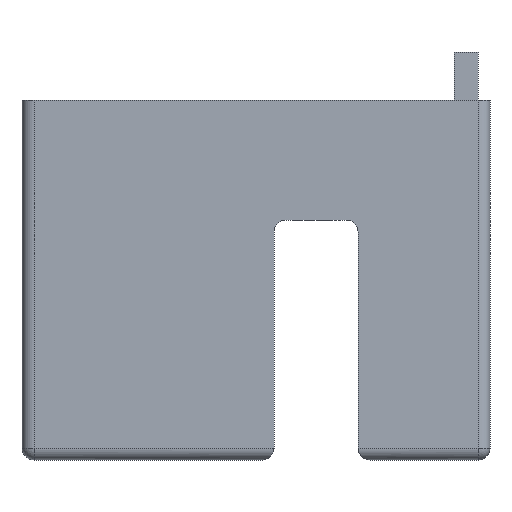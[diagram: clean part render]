
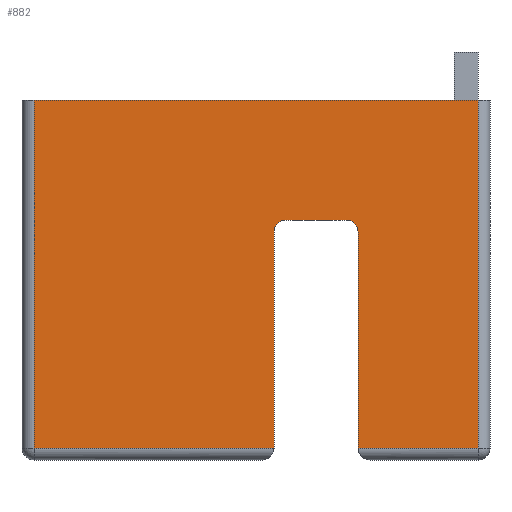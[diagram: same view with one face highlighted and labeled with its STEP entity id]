
A CAD part, front view. The second image highlights one B-rep face of the part: STEP entity #882.
In plain terms, the highlighted planar face has unit normal (0, -1, 0).
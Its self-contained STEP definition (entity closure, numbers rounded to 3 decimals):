
#34=DIRECTION('',(1.,0.,0.));
#35=VECTOR('',#34,5.);
#36=CARTESIAN_POINT('',(14.,0.,-14.5));
#37=LINE('',#36,#35);
#42=DIRECTION('',(0.,0.,1.));
#43=VECTOR('',#42,9.);
#44=CARTESIAN_POINT('',(14.,0.,-14.5));
#45=LINE('',#44,#43);
#49=DIRECTION('',(-1.,0.,0.));
#50=VECTOR('',#49,2.5);
#51=CARTESIAN_POINT('',(13.5,0.,-5.));
#52=LINE('',#51,#50);
#56=DIRECTION('',(0.,0.,-1.));
#57=VECTOR('',#56,9.);
#58=CARTESIAN_POINT('',(10.5,0.,-5.5));
#59=LINE('',#58,#57);
#63=DIRECTION('',(1.,0.,0.));
#64=VECTOR('',#63,10.);
#65=CARTESIAN_POINT('',(0.5,0.,-14.5));
#66=LINE('',#65,#64);
#70=DIRECTION('',(0.,0.,-1.));
#71=VECTOR('',#70,14.5);
#72=CARTESIAN_POINT('',(0.5,0.,0.));
#73=LINE('',#72,#71);
#77=DIRECTION('',(1.,0.,0.));
#78=VECTOR('',#77,18.5);
#79=CARTESIAN_POINT('',(0.5,0.,0.));
#80=LINE('',#79,#78);
#84=DIRECTION('',(0.,0.,1.));
#85=VECTOR('',#84,14.5);
#86=CARTESIAN_POINT('',(19.,0.,-14.5));
#87=LINE('',#86,#85);
#295=CARTESIAN_POINT('',(13.5,0.,-5.5));
#296=DIRECTION('',(0.,1.,0.));
#297=DIRECTION('',(0.,0.,1.));
#298=AXIS2_PLACEMENT_3D('',#295,#296,#297);
#373=CARTESIAN_POINT('',(11.,0.,-5.5));
#374=DIRECTION('',(0.,1.,0.));
#375=DIRECTION('',(-1.,0.,0.));
#376=AXIS2_PLACEMENT_3D('',#373,#374,#375);
#743=CARTESIAN_POINT('',(10.5,0.,-5.5));
#745=VERTEX_POINT('',#743);
#747=CARTESIAN_POINT('',(11.,0.,-5.));
#749=VERTEX_POINT('',#747);
#751=CARTESIAN_POINT('',(13.5,0.,-5.));
#753=VERTEX_POINT('',#751);
#755=CARTESIAN_POINT('',(14.,0.,-5.5));
#757=VERTEX_POINT('',#755);
#779=CARTESIAN_POINT('',(14.,0.,-14.5));
#780=CARTESIAN_POINT('',(19.,0.,-14.5));
#781=VERTEX_POINT('',#779);
#782=VERTEX_POINT('',#780);
#789=CARTESIAN_POINT('',(10.5,0.,-14.5));
#790=VERTEX_POINT('',#789);
#793=CARTESIAN_POINT('',(0.5,0.,-14.5));
#794=VERTEX_POINT('',#793);
#801=CARTESIAN_POINT('',(19.,0.,0.));
#802=VERTEX_POINT('',#801);
#811=CARTESIAN_POINT('',(0.5,0.,0.));
#812=VERTEX_POINT('',#811);
#855=CARTESIAN_POINT('',(0.,0.,0.));
#856=DIRECTION('',(0.,1.,0.));
#857=DIRECTION('',(1.,0.,0.));
#858=AXIS2_PLACEMENT_3D('',#855,#856,#857);
#859=PLANE('',#858);
#861=ORIENTED_EDGE('',*,*,#860,.F.);
#863=ORIENTED_EDGE('',*,*,#862,.T.);
#865=ORIENTED_EDGE('',*,*,#864,.F.);
#867=ORIENTED_EDGE('',*,*,#866,.T.);
#869=ORIENTED_EDGE('',*,*,#868,.F.);
#871=ORIENTED_EDGE('',*,*,#870,.T.);
#873=ORIENTED_EDGE('',*,*,#872,.F.);
#875=ORIENTED_EDGE('',*,*,#874,.F.);
#877=ORIENTED_EDGE('',*,*,#876,.T.);
#879=ORIENTED_EDGE('',*,*,#878,.F.);
#880=EDGE_LOOP('',(#861,#863,#865,#867,#869,#871,#873,#875,#877,#879));
#881=FACE_OUTER_BOUND('',#880,.F.);
#882=ADVANCED_FACE('',(#881),#859,.F.);
#299=CIRCLE('',#298,0.5);
#377=CIRCLE('',#376,0.5);
#860=EDGE_CURVE('',#781,#782,#37,.T.);
#862=EDGE_CURVE('',#781,#757,#45,.T.);
#864=EDGE_CURVE('',#753,#757,#299,.T.);
#866=EDGE_CURVE('',#753,#749,#52,.T.);
#868=EDGE_CURVE('',#745,#749,#377,.T.);
#870=EDGE_CURVE('',#745,#790,#59,.T.);
#872=EDGE_CURVE('',#794,#790,#66,.T.);
#874=EDGE_CURVE('',#812,#794,#73,.T.);
#876=EDGE_CURVE('',#812,#802,#80,.T.);
#878=EDGE_CURVE('',#782,#802,#87,.T.);
